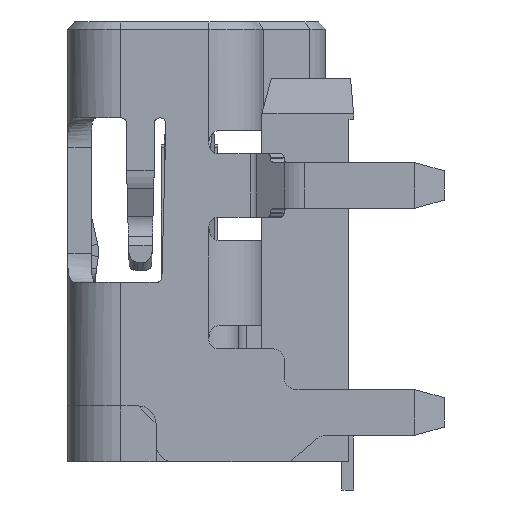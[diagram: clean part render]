
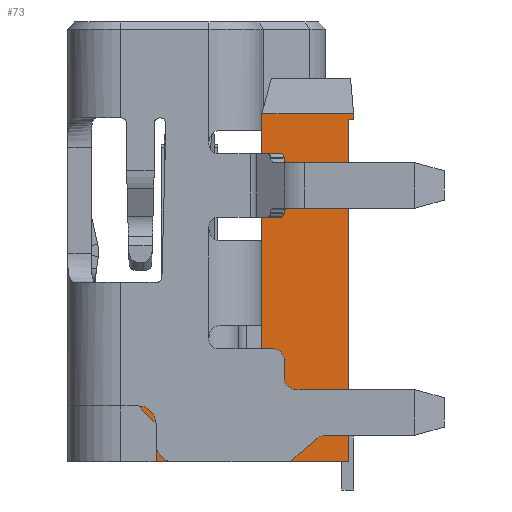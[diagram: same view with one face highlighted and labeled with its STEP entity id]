
A CAD part, left-side view. The second image highlights one B-rep face of the part: STEP entity #73.
In plain terms, the highlighted planar face has unit normal (-1, 0, 0).
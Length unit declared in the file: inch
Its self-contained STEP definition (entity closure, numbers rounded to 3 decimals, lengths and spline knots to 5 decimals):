
#72 = DIRECTION ( 'NONE',  ( 0., -0.707, -0.707 ) ) ;
#73 = ADVANCED_FACE ( 'NONE', ( #23432 ), #13200, .T. ) ;
#1214 = ORIENTED_EDGE ( 'NONE', *, *, #31888, .T. ) ;
#1474 = CARTESIAN_POINT ( 'NONE',  ( -0.2755, 0.198, 0.121 ) ) ;
#1707 = EDGE_CURVE ( 'NONE', #11191, #29336, #8598, .T. ) ;
#2493 = ORIENTED_EDGE ( 'NONE', *, *, #1707, .F. ) ;
#2658 = EDGE_CURVE ( 'NONE', #14528, #11551, #23157, .T. ) ;
#2827 = DIRECTION ( 'NONE',  ( 0., 0., -1. ) ) ;
#2984 = LINE ( 'NONE', #34286, #18170 ) ;
#3018 = DIRECTION ( 'NONE',  ( 0., 0., -1. ) ) ;
#3516 = VECTOR ( 'NONE', #4442, 39.37008 ) ;
#3620 = DIRECTION ( 'NONE',  ( 0., -1., 0. ) ) ;
#4442 = DIRECTION ( 'NONE',  ( 0., 1., 0. ) ) ;
#4731 = EDGE_CURVE ( 'NONE', #24823, #9649, #2984, .T. ) ;
#5100 = VECTOR ( 'NONE', #72, 39.37008 ) ;
#5252 = EDGE_CURVE ( 'NONE', #41049, #13358, #36312, .T. ) ;
#5416 = DIRECTION ( 'NONE',  ( 0., 1., 0. ) ) ;
#6218 = ORIENTED_EDGE ( 'NONE', *, *, #25057, .T. ) ;
#6738 = DIRECTION ( 'NONE',  ( 0., 0., 1. ) ) ;
#6806 = CARTESIAN_POINT ( 'NONE',  ( -0.2755, 0.168, -0.1425 ) ) ;
#6946 = ORIENTED_EDGE ( 'NONE', *, *, #14160, .F. ) ;
#7578 = DIRECTION ( 'NONE',  ( 0., 0., -1. ) ) ;
#8268 = CARTESIAN_POINT ( 'NONE',  ( -0.2755, 0., 0.116 ) ) ;
#8598 = LINE ( 'NONE', #15102, #9652 ) ;
#8837 = VERTEX_POINT ( 'NONE', #28516 ) ;
#8919 = CARTESIAN_POINT ( 'NONE',  ( -0.2755, 0.004, 0.116 ) ) ;
#9455 = VECTOR ( 'NONE', #35293, 39.37008 ) ;
#9649 = VERTEX_POINT ( 'NONE', #28551 ) ;
#9652 = VECTOR ( 'NONE', #5416, 39.37008 ) ;
#10175 = DIRECTION ( 'NONE',  ( 0., 0., -1. ) ) ;
#10182 = CARTESIAN_POINT ( 'NONE',  ( -0.2755, 0.123, -0.044 ) ) ;
#10434 = CARTESIAN_POINT ( 'NONE',  ( -0.2755, 0.168, -0.175 ) ) ;
#10684 = VECTOR ( 'NONE', #3018, 39.37008 ) ;
#11191 = VERTEX_POINT ( 'NONE', #8268 ) ;
#11551 = VERTEX_POINT ( 'NONE', #10434 ) ;
#11868 = VECTOR ( 'NONE', #3620, 39.37008 ) ;
#13200 = PLANE ( 'NONE',  #18544 ) ;
#13358 = VERTEX_POINT ( 'NONE', #25152 ) ;
#14025 = CARTESIAN_POINT ( 'NONE',  ( -0.2755, 0.078, 0.151 ) ) ;
#14160 = EDGE_CURVE ( 'NONE', #17740, #11191, #19242, .T. ) ;
#14305 = VERTEX_POINT ( 'NONE', #17305 ) ;
#14528 = VERTEX_POINT ( 'NONE', #38356 ) ;
#14577 = ORIENTED_EDGE ( 'NONE', *, *, #29103, .F. ) ;
#15102 = CARTESIAN_POINT ( 'NONE',  ( -0.2755, 0.198, 0.116 ) ) ;
#15185 = EDGE_CURVE ( 'NONE', #23976, #19509, #29470, .T. ) ;
#16608 = LINE ( 'NONE', #6806, #5100 ) ;
#17305 = CARTESIAN_POINT ( 'NONE',  ( -0.2755, 0.004, -0.175 ) ) ;
#17325 = CARTESIAN_POINT ( 'NONE',  ( -0.2755, 0.198, -0.175 ) ) ;
#17740 = VERTEX_POINT ( 'NONE', #35062 ) ;
#18170 = VECTOR ( 'NONE', #24425, 39.37008 ) ;
#18544 = AXIS2_PLACEMENT_3D ( 'NONE', #19741, #20021, #6738 ) ;
#19242 = LINE ( 'NONE', #43022, #25027 ) ;
#19509 = VERTEX_POINT ( 'NONE', #35343 ) ;
#19547 = LINE ( 'NONE', #10182, #10684 ) ;
#19741 = CARTESIAN_POINT ( 'NONE',  ( -0.2755, 0.198, -0.059 ) ) ;
#20021 = DIRECTION ( 'NONE',  ( -1., 0., 0. ) ) ;
#20444 = ORIENTED_EDGE ( 'NONE', *, *, #42567, .T. ) ;
#20860 = ORIENTED_EDGE ( 'NONE', *, *, #2658, .T. ) ;
#20911 = VECTOR ( 'NONE', #40275, 39.37008 ) ;
#21065 = CARTESIAN_POINT ( 'NONE',  ( -0.2755, 0.004, -0.059 ) ) ;
#21085 = LINE ( 'NONE', #21065, #39319 ) ;
#23157 = LINE ( 'NONE', #43198, #28885 ) ;
#23432 = FACE_OUTER_BOUND ( 'NONE', #23787, .T. ) ;
#23787 = EDGE_LOOP ( 'NONE', ( #26891, #28145, #36248, #1214, #28488, #25625, #20860, #27884, #14577, #2493, #6946, #20444, #6218 ) ) ;
#23905 = CARTESIAN_POINT ( 'NONE',  ( -0.2755, 0.198, -0.044 ) ) ;
#23976 = VERTEX_POINT ( 'NONE', #34336 ) ;
#24425 = DIRECTION ( 'NONE',  ( 0., -1., 0. ) ) ;
#24439 = DIRECTION ( 'NONE',  ( 0., 0., -1. ) ) ;
#24823 = VERTEX_POINT ( 'NONE', #29772 ) ;
#25027 = VECTOR ( 'NONE', #2827, 39.37008 ) ;
#25057 = EDGE_CURVE ( 'NONE', #8837, #9649, #27596, .T. ) ;
#25152 = CARTESIAN_POINT ( 'NONE',  ( -0.2755, 0.123, -0.044 ) ) ;
#25625 = ORIENTED_EDGE ( 'NONE', *, *, #25980, .T. ) ;
#25980 = EDGE_CURVE ( 'NONE', #19509, #14528, #16608, .T. ) ;
#26023 = LINE ( 'NONE', #17325, #3516 ) ;
#26113 = VECTOR ( 'NONE', #7578, 39.37008 ) ;
#26891 = ORIENTED_EDGE ( 'NONE', *, *, #4731, .F. ) ;
#27077 = CARTESIAN_POINT ( 'NONE',  ( -0.2755, 0.198, -0.059 ) ) ;
#27407 = VECTOR ( 'NONE', #38042, 39.37008 ) ;
#27596 = LINE ( 'NONE', #14025, #26113 ) ;
#27722 = LINE ( 'NONE', #27077, #20911 ) ;
#27884 = ORIENTED_EDGE ( 'NONE', *, *, #35677, .F. ) ;
#28145 = ORIENTED_EDGE ( 'NONE', *, *, #37531, .F. ) ;
#28488 = ORIENTED_EDGE ( 'NONE', *, *, #15185, .T. ) ;
#28516 = CARTESIAN_POINT ( 'NONE',  ( -0.2755, 0.078, 0.121 ) ) ;
#28551 = CARTESIAN_POINT ( 'NONE',  ( -0.2755, 0.078, -0.0815 ) ) ;
#28885 = VECTOR ( 'NONE', #10175, 39.37008 ) ;
#29103 = EDGE_CURVE ( 'NONE', #29336, #14305, #21085, .T. ) ;
#29336 = VERTEX_POINT ( 'NONE', #8919 ) ;
#29470 = LINE ( 'NONE', #41250, #27407 ) ;
#29772 = CARTESIAN_POINT ( 'NONE',  ( -0.2755, 0.123, -0.0815 ) ) ;
#30040 = CARTESIAN_POINT ( 'NONE',  ( -0.2755, 0.198, -0.044 ) ) ;
#31380 = LINE ( 'NONE', #1474, #9455 ) ;
#31888 = EDGE_CURVE ( 'NONE', #41049, #23976, #27722, .T. ) ;
#34286 = CARTESIAN_POINT ( 'NONE',  ( -0.2755, 0., -0.0815 ) ) ;
#34336 = CARTESIAN_POINT ( 'NONE',  ( -0.2755, 0.198, -0.1275 ) ) ;
#35062 = CARTESIAN_POINT ( 'NONE',  ( -0.2755, 0., 0.121 ) ) ;
#35293 = DIRECTION ( 'NONE',  ( 0., 1., 0. ) ) ;
#35343 = CARTESIAN_POINT ( 'NONE',  ( -0.2755, 0.183, -0.1275 ) ) ;
#35677 = EDGE_CURVE ( 'NONE', #14305, #11551, #26023, .T. ) ;
#36248 = ORIENTED_EDGE ( 'NONE', *, *, #5252, .F. ) ;
#36312 = LINE ( 'NONE', #30040, #11868 ) ;
#37531 = EDGE_CURVE ( 'NONE', #13358, #24823, #19547, .T. ) ;
#38042 = DIRECTION ( 'NONE',  ( 0., -1., 0. ) ) ;
#38356 = CARTESIAN_POINT ( 'NONE',  ( -0.2755, 0.168, -0.1425 ) ) ;
#39319 = VECTOR ( 'NONE', #24439, 39.37008 ) ;
#40275 = DIRECTION ( 'NONE',  ( 0., 0., -1. ) ) ;
#41049 = VERTEX_POINT ( 'NONE', #23905 ) ;
#41250 = CARTESIAN_POINT ( 'NONE',  ( -0.2755, 0.198, -0.1275 ) ) ;
#42567 = EDGE_CURVE ( 'NONE', #17740, #8837, #31380, .T. ) ;
#43022 = CARTESIAN_POINT ( 'NONE',  ( -0.2755, 0., -0.059 ) ) ;
#43198 = CARTESIAN_POINT ( 'NONE',  ( -0.2755, 0.168, -0.1275 ) ) ;
